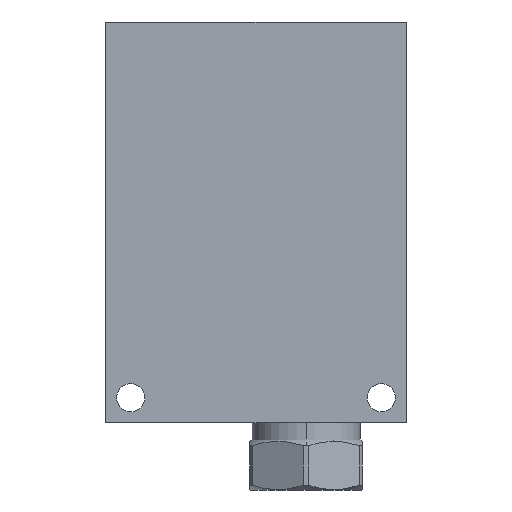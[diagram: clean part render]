
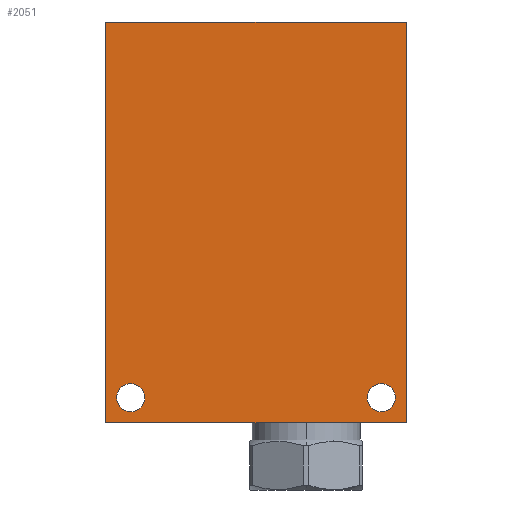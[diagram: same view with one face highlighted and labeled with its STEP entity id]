
A CAD part, left-side view. The second image highlights one B-rep face of the part: STEP entity #2051.
In plain terms, the highlighted planar face has unit normal (-1, 0, 0).
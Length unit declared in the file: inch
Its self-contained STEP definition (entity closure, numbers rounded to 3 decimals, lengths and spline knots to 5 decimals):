
#1=DIRECTION('',(0.,-1.,0.));
#2=VECTOR('',#1,3.);
#3=CARTESIAN_POINT('',(0.,0.,0.));
#4=LINE('',#3,#2);
#27=DIRECTION('',(0.,0.,1.));
#28=VECTOR('',#27,4.);
#29=CARTESIAN_POINT('',(0.,0.,0.));
#30=LINE('',#29,#28);
#31=CARTESIAN_POINT('',(0.,-0.25,0.25));
#32=DIRECTION('',(1.,0.,0.));
#33=DIRECTION('',(0.,0.,-1.));
#34=AXIS2_PLACEMENT_3D('',#31,#32,#33);
#36=CARTESIAN_POINT('',(0.,-0.25,0.25));
#37=DIRECTION('',(1.,0.,0.));
#38=DIRECTION('',(0.,0.,1.));
#39=AXIS2_PLACEMENT_3D('',#36,#37,#38);
#41=CARTESIAN_POINT('',(0.,-2.75,0.25));
#42=DIRECTION('',(1.,0.,0.));
#43=DIRECTION('',(0.,0.,-1.));
#44=AXIS2_PLACEMENT_3D('',#41,#42,#43);
#46=CARTESIAN_POINT('',(0.,-2.75,0.25));
#47=DIRECTION('',(1.,0.,0.));
#48=DIRECTION('',(0.,0.,1.));
#49=AXIS2_PLACEMENT_3D('',#46,#47,#48);
#89=DIRECTION('',(0.,0.,1.));
#90=VECTOR('',#89,4.);
#91=CARTESIAN_POINT('',(0.,-3.,0.));
#92=LINE('',#91,#90);
#123=DIRECTION('',(0.,-1.,0.));
#124=VECTOR('',#123,3.);
#125=CARTESIAN_POINT('',(0.,0.,4.));
#126=LINE('',#125,#124);
#1801=CARTESIAN_POINT('',(0.,0.,0.));
#1802=CARTESIAN_POINT('',(0.,-3.,0.));
#1803=VERTEX_POINT('',#1801);
#1804=VERTEX_POINT('',#1802);
#1809=CARTESIAN_POINT('',(0.,0.,4.));
#1810=CARTESIAN_POINT('',(0.,-3.,4.));
#1811=VERTEX_POINT('',#1809);
#1812=VERTEX_POINT('',#1810);
#1887=CARTESIAN_POINT('',(0.,-0.25,0.1095));
#1888=CARTESIAN_POINT('',(0.,-0.25,0.3905));
#1889=VERTEX_POINT('',#1887);
#1890=VERTEX_POINT('',#1888);
#1895=CARTESIAN_POINT('',(0.,-2.75,0.1095));
#1896=CARTESIAN_POINT('',(0.,-2.75,0.3905));
#1897=VERTEX_POINT('',#1895);
#1898=VERTEX_POINT('',#1896);
#2025=CARTESIAN_POINT('',(0.,0.,0.));
#2026=DIRECTION('',(-1.,0.,0.));
#2027=DIRECTION('',(0.,-1.,0.));
#2028=AXIS2_PLACEMENT_3D('',#2025,#2026,#2027);
#2029=PLANE('',#2028);
#2030=ORIENTED_EDGE('',*,*,#2008,.F.);
#2032=ORIENTED_EDGE('',*,*,#2031,.T.);
#2034=ORIENTED_EDGE('',*,*,#2033,.T.);
#2036=ORIENTED_EDGE('',*,*,#2035,.F.);
#2037=EDGE_LOOP('',(#2030,#2032,#2034,#2036));
#2038=FACE_OUTER_BOUND('',#2037,.F.);
#2040=ORIENTED_EDGE('',*,*,#2039,.F.);
#2042=ORIENTED_EDGE('',*,*,#2041,.F.);
#2043=EDGE_LOOP('',(#2040,#2042));
#2044=FACE_BOUND('',#2043,.F.);
#2046=ORIENTED_EDGE('',*,*,#2045,.F.);
#2048=ORIENTED_EDGE('',*,*,#2047,.F.);
#2049=EDGE_LOOP('',(#2046,#2048));
#2050=FACE_BOUND('',#2049,.F.);
#2051=ADVANCED_FACE('',(#2038,#2044,#2050),#2029,.T.);
#35=CIRCLE('',#34,0.1405);
#40=CIRCLE('',#39,0.1405);
#45=CIRCLE('',#44,0.1405);
#50=CIRCLE('',#49,0.1405);
#2008=EDGE_CURVE('',#1803,#1804,#4,.T.);
#2031=EDGE_CURVE('',#1803,#1811,#30,.T.);
#2033=EDGE_CURVE('',#1811,#1812,#126,.T.);
#2035=EDGE_CURVE('',#1804,#1812,#92,.T.);
#2039=EDGE_CURVE('',#1889,#1890,#35,.T.);
#2041=EDGE_CURVE('',#1890,#1889,#40,.T.);
#2045=EDGE_CURVE('',#1897,#1898,#45,.T.);
#2047=EDGE_CURVE('',#1898,#1897,#50,.T.);
